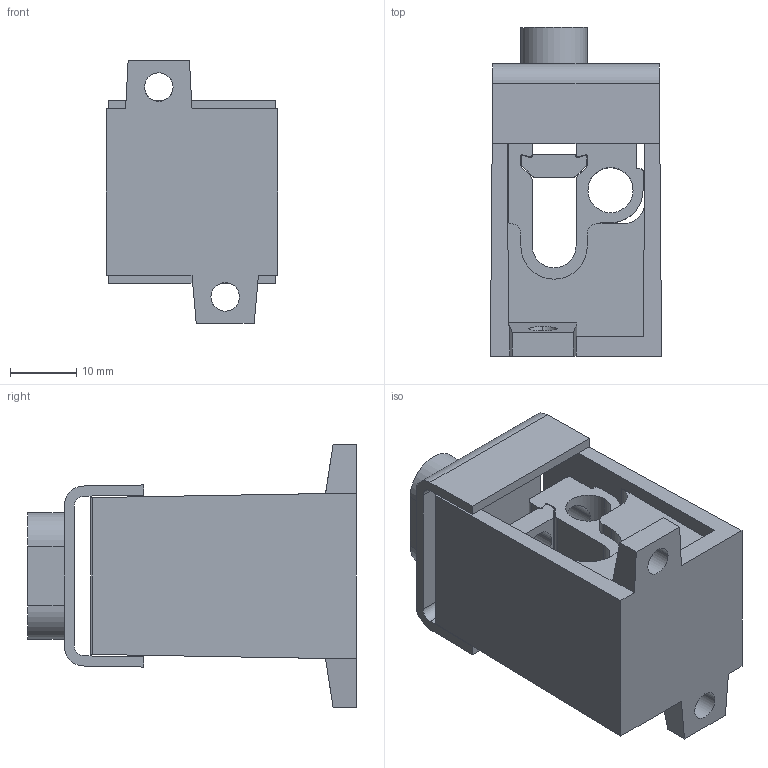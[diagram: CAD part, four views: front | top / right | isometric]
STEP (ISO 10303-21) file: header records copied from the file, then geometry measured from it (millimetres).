
FILE_DESCRIPTION((''),'2;1');
FILE_NAME('5YB576231_ASM','2024-02-21T',('dell'),(''),'PRO/ENGINEER BY PARAMETRIC TECHNOLOGY CORPORATION, 2013230','PRO/ENGINEER BY PARAMETRIC TECHNOLOGY CORPORATION, 2013230','');
FILE_SCHEMA(('AUTOMOTIVE_DESIGN { 1 0 10303 214 1 1 1 1 }'));
Length unit declared in the file: millimetre
Products named in the file (1): 5YB576231_ASM
Bounding box: 25.8 x 49.5 x 39.6 mm (x, y, z)
Volume: 17133.9 mm3; surface area: 11769.7 mm2
Topology: 3 solids, 4 shells, 145 faces, 424 edges, 286 vertices
Faces by surface type: plane 84, cylinder 61
Entity records: 5390 total; most frequent: CARTESIAN_POINT 1051, ORIENTED_EDGE 848, DIRECTION 814, EDGE_CURVE 424, VECTOR 288, LINE 288, VERTEX_POINT 286, AXIS2_PLACEMENT_3D 263
